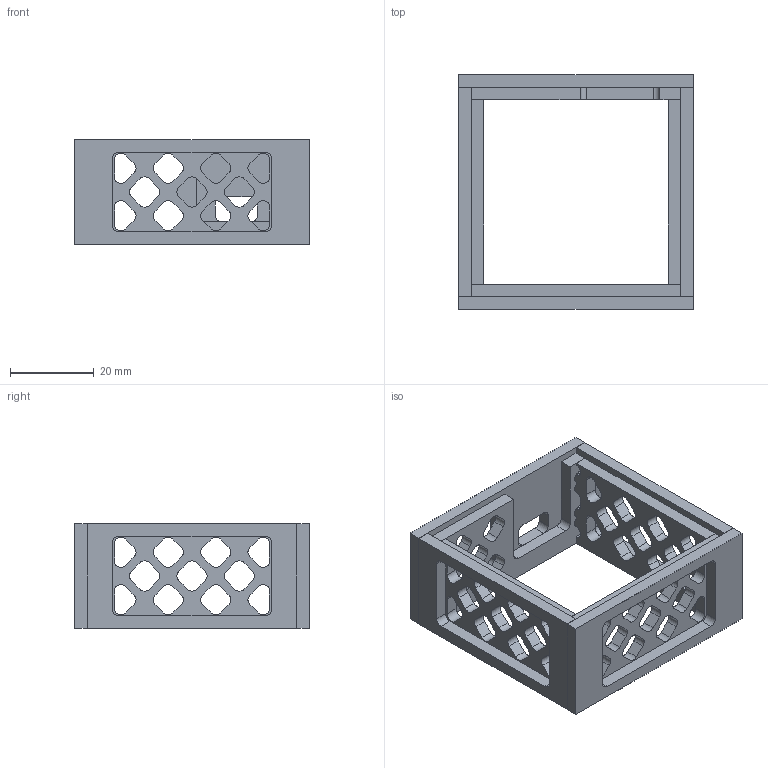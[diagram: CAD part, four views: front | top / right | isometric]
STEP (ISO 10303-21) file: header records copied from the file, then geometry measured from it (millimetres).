
FILE_DESCRIPTION((''),'2;1');
FILE_NAME('MILLED_CASING','2016-12-30T',(''),('Frack'),'CREO PARAMETRIC BY PTC INC, 18.00','CREO PARAMETRIC BY PTC INC, 18.00','');
FILE_SCHEMA(('AUTOMOTIVE_DESIGN { 1 0 10303 214 1 1 1 1 }'));
Length unit declared in the file: millimetre
Products named in the file (9): MILL_CASING_P1; MILL_CASING_P2; MILL_CASING_P3; MILL_CASING_P4; MILL_CASING_P6; MILL_CASING_P5; MILL_CASING_P8; MILL_CASING_P7; MILLED_CASING
Assembly tree (8 placements, depth 2):
  MILLED_CASING
    MILL_CASING_P1
    MILL_CASING_P2
    MILL_CASING_P3
    MILL_CASING_P4
    MILL_CASING_P6
    MILL_CASING_P5
    MILL_CASING_P8
    MILL_CASING_P7
Bounding box: 56 x 56 x 25 mm (x, y, z)
Volume: 16519.1 mm3; surface area: 18738.6 mm2
Topology: 8 solids, 8 shells, 466 faces, 1426 edges, 976 vertices
Faces by surface type: plane 274, cylinder 192
Entity records: 21303 total; most frequent: CARTESIAN_POINT 2926, DIRECTION 2884, ORIENTED_EDGE 2852, PRESENTATION_STYLE_ASSIGNMENT 1442, STYLED_ITEM 1442, CURVE_STYLE 1434, EDGE_CURVE 1426, VERTEX_POINT 976
